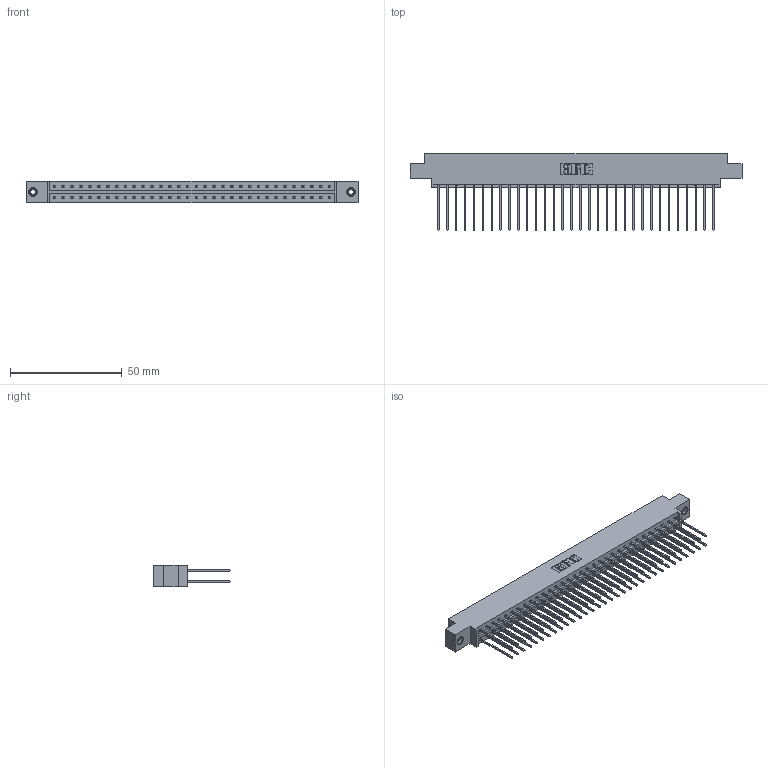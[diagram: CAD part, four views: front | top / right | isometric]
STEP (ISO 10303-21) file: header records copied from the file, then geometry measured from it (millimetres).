
FILE_DESCRIPTION (( 'STEP AP203' ), '1' );
FILE_NAME ('333-064-541-808.STEP', '2018-08-04T10:01:29', ( '' ), ( '' ), 'SwSTEP 2.0', 'SolidWorks 2016', '' );
FILE_SCHEMA (( 'CONFIG_CONTROL_DESIGN' ));
Length unit declared in the file: inch
Products named in the file (4): 345-292-001_345-293-141; 345-250-001_345-250-003-102; 333-064-541-808; 333 Part_Offset - .156 Dia - TI
Assembly tree (67 placements, depth 2):
  333-064-541-808
    333 Part_Offset - .156 Dia - TI
    345-292-001_345-293-141  x64
    345-250-001_345-250-003-102  x2
Bounding box: 148.34 x 34.3 x 9.4 mm (x, y, z)
Volume: 15183.6 mm3; surface area: 19914.3 mm2
Topology: 67 solids, 67 shells, 3506 faces, 10379 edges, 6826 vertices
Faces by surface type: plane 2410, cylinder 1080, cone 12, torus 4
Entity records: 23216 total; most frequent: CARTESIAN_POINT 3845, ORIENTED_EDGE 3774, DIRECTION 3333, EDGE_CURVE 1887, VECTOR 1739, LINE 1739, VERTEX_POINT 1252, AXIS2_PLACEMENT_3D 797
